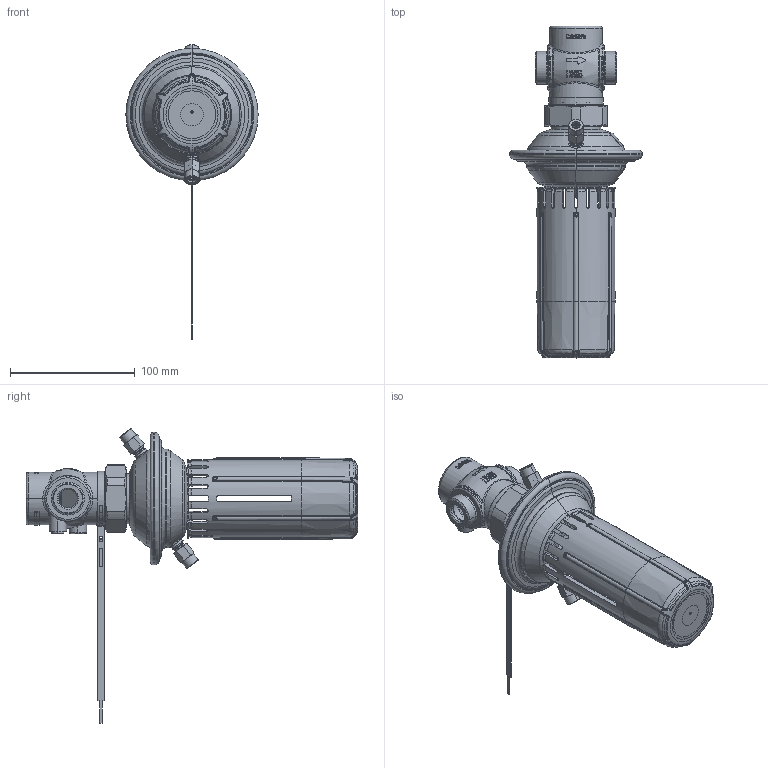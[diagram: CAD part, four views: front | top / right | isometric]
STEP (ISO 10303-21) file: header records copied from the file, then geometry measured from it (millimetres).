
FILE_DESCRIPTION((''),'2;1');
FILE_NAME('003H6947_ASM','2015-03-04T',('u317927'),('Danfoss'),'PRO/ENGINEER BY PARAMETRIC TECHNOLOGY CORPORATION, 2014000','PRO/ENGINEER BY PARAMETRIC TECHNOLOGY CORPORATION, 2014000','');
FILE_SCHEMA(('CONFIG_CONTROL_DESIGN'));
Products named in the file (25): 8502321; 8883832_ASM; 8882811_ASM; 8880071_ASM; 8880092; 8883511; 88835080_INST_ASM; 88835070_INST_ASM; 8880082_ASM; 8880067_ASM; 8880078; 8883513_ASM; 8880076; 8890090; 8883509_ASM; 8883512_ASM; 5211524; 5191729; 8880089_ASM; 8883505; 8883502_ASM; 8883525; 8882820; 8883503; 003H6947_ASM
Assembly tree (27 placements, depth 5):
  003H6947_ASM
    8883832_ASM
      8502321
    8882811_ASM
    8883512_ASM
      88835070_INST_ASM
        8880071_ASM
        88835080_INST_ASM
          8880092
          8883511
      8880067_ASM
        8880082_ASM
      8883509_ASM
        8883513_ASM
          8880078
          8883511
        8880076
        8890090
    5211524  x2
    5191729  x2
    8883502_ASM
      8880089_ASM
      8883505
    8883525
    8882820
    8883503
Bounding box: 106 x 265.87 x 236.02 mm (x, y, z)
Volume: 228132.3 mm3; surface area: 161737.5 mm2
Topology: 15 solids, 30 shells, 2444 faces, 6327 edges, 3972 vertices
Faces by surface type: plane 1004, bspline 564, cylinder 369, cone 271, torus 220, sphere 10, extrusion 6
Entity records: 133403 total; most frequent: CARTESIAN_POINT 80917, ORIENTED_EDGE 12302, DIRECTION 8821, EDGE_CURVE 6187, VERTEX_POINT 3886, AXIS2_PLACEMENT_3D 3591, B_SPLINE_CURVE_WITH_KNOTS 2856, EDGE_LOOP 2473
